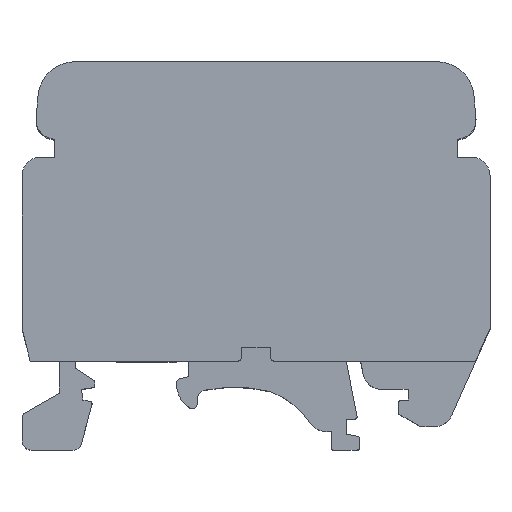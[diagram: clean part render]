
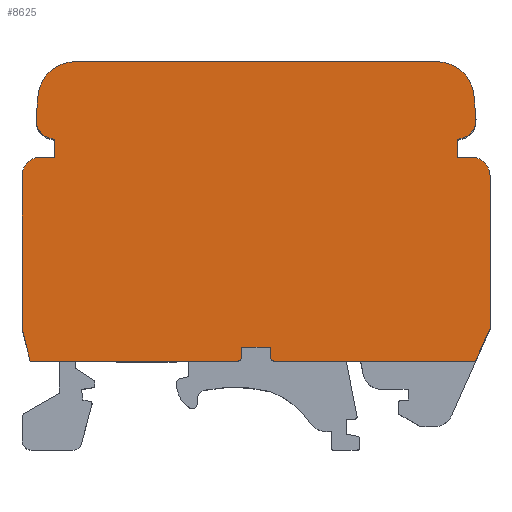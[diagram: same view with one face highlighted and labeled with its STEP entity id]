
A CAD part, top view. The second image highlights one B-rep face of the part: STEP entity #8625.
In plain terms, the highlighted planar face has unit normal (0, 0, 1).
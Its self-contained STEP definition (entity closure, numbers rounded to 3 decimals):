
#206=CIRCLE('',#8980,0.5);
#208=CIRCLE('',#8984,0.5);
#209=CIRCLE('',#8987,2.);
#210=CIRCLE('',#8988,2.);
#211=CIRCLE('',#8989,4.);
#212=CIRCLE('',#8990,4.);
#213=CIRCLE('',#8991,2.);
#214=CIRCLE('',#8992,2.);
#493=ORIENTED_EDGE('',*,*,#2385,.T.);
#494=ORIENTED_EDGE('',*,*,#2380,.T.);
#495=ORIENTED_EDGE('',*,*,#2382,.F.);
#496=ORIENTED_EDGE('',*,*,#2386,.F.);
#497=ORIENTED_EDGE('',*,*,#2387,.F.);
#498=ORIENTED_EDGE('',*,*,#2373,.T.);
#499=ORIENTED_EDGE('',*,*,#2375,.T.);
#500=ORIENTED_EDGE('',*,*,#2345,.F.);
#501=ORIENTED_EDGE('',*,*,#2347,.T.);
#502=ORIENTED_EDGE('',*,*,#2388,.T.);
#503=ORIENTED_EDGE('',*,*,#2389,.T.);
#504=ORIENTED_EDGE('',*,*,#2390,.T.);
#505=ORIENTED_EDGE('',*,*,#2309,.T.);
#506=ORIENTED_EDGE('',*,*,#2391,.T.);
#507=ORIENTED_EDGE('',*,*,#2392,.T.);
#508=ORIENTED_EDGE('',*,*,#2393,.T.);
#509=ORIENTED_EDGE('',*,*,#2315,.T.);
#510=ORIENTED_EDGE('',*,*,#2394,.T.);
#511=ORIENTED_EDGE('',*,*,#2395,.T.);
#512=ORIENTED_EDGE('',*,*,#2396,.T.);
#513=ORIENTED_EDGE('',*,*,#2397,.T.);
#514=ORIENTED_EDGE('',*,*,#2331,.T.);
#515=ORIENTED_EDGE('',*,*,#2398,.T.);
#516=ORIENTED_EDGE('',*,*,#2399,.T.);
#517=ORIENTED_EDGE('',*,*,#2400,.T.);
#518=ORIENTED_EDGE('',*,*,#2358,.F.);
#2309=EDGE_CURVE('',#3258,#3259,#3885,.T.);
#2315=EDGE_CURVE('',#3264,#3265,#3891,.T.);
#2331=EDGE_CURVE('',#3279,#3280,#3907,.T.);
#2345=EDGE_CURVE('',#3293,#3294,#3921,.T.);
#2347=EDGE_CURVE('',#3293,#3295,#3923,.T.);
#2358=EDGE_CURVE('',#3305,#3306,#3934,.T.);
#2373=EDGE_CURVE('',#3320,#3319,#206,.T.);
#2375=EDGE_CURVE('',#3319,#3294,#3944,.T.);
#2380=EDGE_CURVE('',#3324,#3323,#208,.T.);
#2382=EDGE_CURVE('',#3325,#3323,#3949,.T.);
#2385=EDGE_CURVE('',#3305,#3324,#3952,.T.);
#2386=EDGE_CURVE('',#3327,#3325,#3953,.T.);
#2387=EDGE_CURVE('',#3320,#3327,#3954,.T.);
#2388=EDGE_CURVE('',#3295,#3328,#209,.T.);
#2389=EDGE_CURVE('',#3328,#3329,#3955,.T.);
#2390=EDGE_CURVE('',#3329,#3258,#3956,.T.);
#2391=EDGE_CURVE('',#3259,#3330,#210,.T.);
#2392=EDGE_CURVE('',#3330,#3331,#3957,.T.);
#2393=EDGE_CURVE('',#3331,#3264,#211,.T.);
#2394=EDGE_CURVE('',#3265,#3332,#212,.T.);
#2395=EDGE_CURVE('',#3332,#3333,#3958,.T.);
#2396=EDGE_CURVE('',#3333,#3334,#213,.T.);
#2397=EDGE_CURVE('',#3334,#3279,#3959,.T.);
#2398=EDGE_CURVE('',#3280,#3335,#3960,.T.);
#2399=EDGE_CURVE('',#3335,#3336,#214,.T.);
#2400=EDGE_CURVE('',#3336,#3306,#3961,.T.);
#3258=VERTEX_POINT('',#11308);
#3259=VERTEX_POINT('',#11309);
#3264=VERTEX_POINT('',#11321);
#3265=VERTEX_POINT('',#11322);
#3279=VERTEX_POINT('',#11353);
#3280=VERTEX_POINT('',#11354);
#3293=VERTEX_POINT('',#11381);
#3294=VERTEX_POINT('',#11383);
#3295=VERTEX_POINT('',#11387);
#3305=VERTEX_POINT('',#11408);
#3306=VERTEX_POINT('',#11410);
#3319=VERTEX_POINT('',#11439);
#3320=VERTEX_POINT('',#11441);
#3323=VERTEX_POINT('',#11452);
#3324=VERTEX_POINT('',#11454);
#3325=VERTEX_POINT('',#11458);
#3327=VERTEX_POINT('',#11465);
#3328=VERTEX_POINT('',#11468);
#3329=VERTEX_POINT('',#11470);
#3330=VERTEX_POINT('',#11473);
#3331=VERTEX_POINT('',#11475);
#3332=VERTEX_POINT('',#11478);
#3333=VERTEX_POINT('',#11480);
#3334=VERTEX_POINT('',#11482);
#3335=VERTEX_POINT('',#11485);
#3336=VERTEX_POINT('',#11487);
#3885=LINE('',#11307,#4562);
#3891=LINE('',#11320,#4568);
#3907=LINE('',#11352,#4584);
#3921=LINE('',#11382,#4598);
#3923=LINE('',#11386,#4600);
#3934=LINE('',#11409,#4611);
#3944=LINE('',#11444,#4621);
#3949=LINE('',#11457,#4626);
#3952=LINE('',#11463,#4629);
#3953=LINE('',#11464,#4630);
#3954=LINE('',#11466,#4631);
#3955=LINE('',#11469,#4632);
#3956=LINE('',#11471,#4633);
#3957=LINE('',#11474,#4634);
#3958=LINE('',#11479,#4635);
#3959=LINE('',#11483,#4636);
#3960=LINE('',#11484,#4637);
#3961=LINE('',#11488,#4638);
#4562=VECTOR('',#9526,1000.);
#4568=VECTOR('',#9534,1000.);
#4584=VECTOR('',#9552,1000.);
#4598=VECTOR('',#9568,1000.);
#4600=VECTOR('',#9572,1000.);
#4611=VECTOR('',#9585,1000.);
#4621=VECTOR('',#9615,1000.);
#4626=VECTOR('',#9628,1000.);
#4629=VECTOR('',#9633,1000.);
#4630=VECTOR('',#9634,1000.);
#4631=VECTOR('',#9635,1000.);
#4632=VECTOR('',#9638,1000.);
#4633=VECTOR('',#9639,1000.);
#4634=VECTOR('',#9642,1000.);
#4635=VECTOR('',#9647,1000.);
#4636=VECTOR('',#9650,1000.);
#4637=VECTOR('',#9651,1000.);
#4638=VECTOR('',#9654,1000.);
#5248=EDGE_LOOP('',(#493,#494,#495,#496,#497,#498,#499,#500,#501,#502,#503,
#504,#505,#506,#507,#508,#509,#510,#511,#512,#513,#514,#515,#516,#517,#518));
#5623=FACE_BOUND('',#5248,.T.);
#5996=PLANE('',#8986);
#8625=ADVANCED_FACE('',(#5623),#5996,.T.);
#8980=AXIS2_PLACEMENT_3D('',#11440,#9610,#9611);
#8984=AXIS2_PLACEMENT_3D('',#11453,#9623,#9624);
#8986=AXIS2_PLACEMENT_3D('',#11462,#9631,#9632);
#8987=AXIS2_PLACEMENT_3D('',#11467,#9636,#9637);
#8988=AXIS2_PLACEMENT_3D('',#11472,#9640,#9641);
#8989=AXIS2_PLACEMENT_3D('',#11476,#9643,#9644);
#8990=AXIS2_PLACEMENT_3D('',#11477,#9645,#9646);
#8991=AXIS2_PLACEMENT_3D('',#11481,#9648,#9649);
#8992=AXIS2_PLACEMENT_3D('',#11486,#9652,#9653);
#9526=DIRECTION('',(0.966,0.259,0.));
#9534=DIRECTION('',(-1.,0.,0.));
#9552=DIRECTION('',(0.,-1.,0.));
#9568=DIRECTION('',(-0.407,-0.914,0.));
#9572=DIRECTION('',(0.,1.,0.));
#9585=DIRECTION('',(-0.242,0.97,0.));
#9610=DIRECTION('',(0.,0.,1.));
#9611=DIRECTION('',(1.,0.,0.));
#9615=DIRECTION('',(1.,0.,0.));
#9623=DIRECTION('',(0.,0.,1.));
#9624=DIRECTION('',(1.,0.,0.));
#9628=DIRECTION('',(0.,-1.,0.));
#9631=DIRECTION('',(0.,0.,1.));
#9632=DIRECTION('',(1.,0.,0.));
#9633=DIRECTION('',(1.,0.,0.));
#9634=DIRECTION('',(-1.,0.,0.));
#9635=DIRECTION('',(0.,1.,0.));
#9636=DIRECTION('',(0.,0.,1.));
#9637=DIRECTION('',(-1.,0.,0.));
#9638=DIRECTION('',(-1.,0.,0.));
#9639=DIRECTION('',(0.,1.,0.));
#9640=DIRECTION('',(0.,0.,1.));
#9641=DIRECTION('',(-1.,0.,0.));
#9642=DIRECTION('',(-0.087,0.996,0.));
#9643=DIRECTION('',(0.,0.,1.));
#9644=DIRECTION('',(-1.,0.,0.));
#9645=DIRECTION('',(0.,0.,1.));
#9646=DIRECTION('',(-1.,0.,0.));
#9647=DIRECTION('',(-0.087,-0.996,0.));
#9648=DIRECTION('',(0.,0.,1.));
#9649=DIRECTION('',(1.,0.,0.));
#9650=DIRECTION('',(0.966,-0.259,0.));
#9651=DIRECTION('',(-1.,0.,0.));
#9652=DIRECTION('',(0.,0.,1.));
#9653=DIRECTION('',(1.,0.,0.));
#9654=DIRECTION('',(0.,-1.,0.));
#11307=CARTESIAN_POINT('',(21.5,12.5,1.5));
#11308=CARTESIAN_POINT('',(21.5,12.5,1.5));
#11309=CARTESIAN_POINT('',(22.025,12.641,1.5));
#11320=CARTESIAN_POINT('',(0.,20.8,1.5));
#11321=CARTESIAN_POINT('',(19.305,20.8,1.5));
#11322=CARTESIAN_POINT('',(-19.305,20.8,1.5));
#11352=CARTESIAN_POINT('',(-21.5,10.6,1.5));
#11353=CARTESIAN_POINT('',(-21.5,12.5,1.5));
#11354=CARTESIAN_POINT('',(-21.5,10.6,1.5));
#11381=CARTESIAN_POINT('',(25.,-7.7,1.5));
#11382=CARTESIAN_POINT('',(30.726,5.16,1.5));
#11383=CARTESIAN_POINT('',(23.442,-11.2,1.5));
#11386=CARTESIAN_POINT('',(25.,-11.2,1.5));
#11387=CARTESIAN_POINT('',(25.,8.6,1.5));
#11408=CARTESIAN_POINT('',(-24.127,-11.2,1.5));
#11409=CARTESIAN_POINT('',(-26.017,-3.621,1.5));
#11410=CARTESIAN_POINT('',(-25.,-7.7,1.5));
#11439=CARTESIAN_POINT('',(2.,-11.2,1.5));
#11440=CARTESIAN_POINT('',(2.,-10.7,1.5));
#11441=CARTESIAN_POINT('',(1.5,-10.7,1.5));
#11444=CARTESIAN_POINT('',(0.,-11.2,1.5));
#11452=CARTESIAN_POINT('',(-1.5,-10.7,1.5));
#11453=CARTESIAN_POINT('',(-2.,-10.7,1.5));
#11454=CARTESIAN_POINT('',(-2.,-11.2,1.5));
#11457=CARTESIAN_POINT('',(-1.5,-9.7,1.5));
#11458=CARTESIAN_POINT('',(-1.5,-9.7,1.5));
#11462=CARTESIAN_POINT('',(23.,8.6,1.5));
#11463=CARTESIAN_POINT('',(0.,-11.2,1.5));
#11464=CARTESIAN_POINT('',(1.5,-9.7,1.5));
#11465=CARTESIAN_POINT('',(1.5,-9.7,1.5));
#11466=CARTESIAN_POINT('',(1.5,-11.2,1.5));
#11467=CARTESIAN_POINT('',(23.,8.6,1.5));
#11468=CARTESIAN_POINT('',(23.,10.6,1.5));
#11469=CARTESIAN_POINT('',(21.5,10.6,1.5));
#11470=CARTESIAN_POINT('',(21.5,10.6,1.5));
#11471=CARTESIAN_POINT('',(21.5,10.6,1.5));
#11472=CARTESIAN_POINT('',(21.508,14.573,1.5));
#11473=CARTESIAN_POINT('',(23.5,14.747,1.5));
#11474=CARTESIAN_POINT('',(23.5,14.747,1.5));
#11475=CARTESIAN_POINT('',(23.29,17.149,1.5));
#11476=CARTESIAN_POINT('',(19.305,16.8,1.5));
#11477=CARTESIAN_POINT('',(-19.305,16.8,1.5));
#11478=CARTESIAN_POINT('',(-23.29,17.149,1.5));
#11479=CARTESIAN_POINT('',(-23.5,14.747,1.5));
#11480=CARTESIAN_POINT('',(-23.5,14.747,1.5));
#11481=CARTESIAN_POINT('',(-21.508,14.573,1.5));
#11482=CARTESIAN_POINT('',(-22.025,12.641,1.5));
#11483=CARTESIAN_POINT('',(-21.5,12.5,1.5));
#11484=CARTESIAN_POINT('',(-21.5,10.6,1.5));
#11485=CARTESIAN_POINT('',(-23.,10.6,1.5));
#11486=CARTESIAN_POINT('',(-23.,8.6,1.5));
#11487=CARTESIAN_POINT('',(-25.,8.6,1.5));
#11488=CARTESIAN_POINT('',(-25.,-11.2,1.5));
